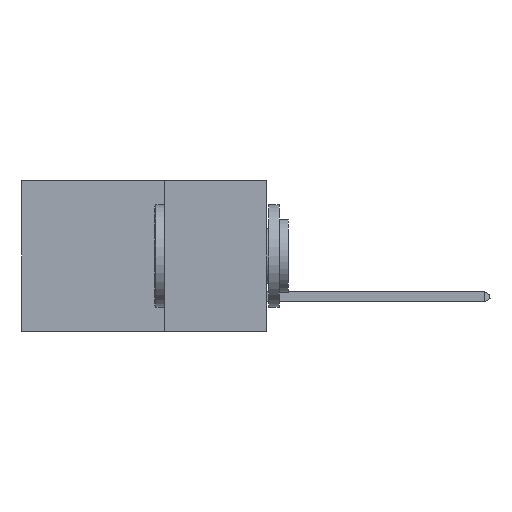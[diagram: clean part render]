
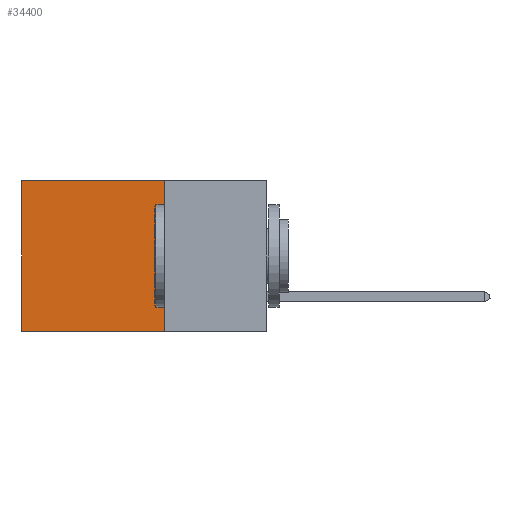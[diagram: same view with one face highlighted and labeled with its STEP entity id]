
A CAD part, left-side view. The second image highlights one B-rep face of the part: STEP entity #34400.
In plain terms, the highlighted planar face has unit normal (-1, 0, 0).
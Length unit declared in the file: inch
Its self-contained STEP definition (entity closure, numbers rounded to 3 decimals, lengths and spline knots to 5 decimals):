
#1143 = EDGE_CURVE ( 'NONE', #27181, #7165, #26883, .T. ) ;
#1268 = DIRECTION ( 'NONE',  ( 0., 0., -1. ) ) ;
#1356 = CARTESIAN_POINT ( 'NONE',  ( 0.2875, 0.25, -0.37 ) ) ;
#1725 = VECTOR ( 'NONE', #17219, 39.37008 ) ;
#2830 = CARTESIAN_POINT ( 'NONE',  ( 0.2875, 0.6, -0.37 ) ) ;
#2846 = VERTEX_POINT ( 'NONE', #39680 ) ;
#4887 = LINE ( 'NONE', #1356, #22890 ) ;
#7058 = ORIENTED_EDGE ( 'NONE', *, *, #1143, .F. ) ;
#7165 = VERTEX_POINT ( 'NONE', #46730 ) ;
#9585 = VECTOR ( 'NONE', #32399, 39.37008 ) ;
#11156 = ORIENTED_EDGE ( 'NONE', *, *, #33411, .T. ) ;
#11828 = DIRECTION ( 'NONE',  ( 1., 0., 0. ) ) ;
#12754 = DIRECTION ( 'NONE',  ( 0., 1., 0. ) ) ;
#16830 = AXIS2_PLACEMENT_3D ( 'NONE', #26780, #11828, #31140 ) ;
#17219 = DIRECTION ( 'NONE',  ( 0., 0., -1. ) ) ;
#19229 = PLANE ( 'NONE',  #16830 ) ;
#20159 = VERTEX_POINT ( 'NONE', #2830 ) ;
#20921 = CARTESIAN_POINT ( 'NONE',  ( 0.2875, 0.25, 0. ) ) ;
#21867 = ORIENTED_EDGE ( 'NONE', *, *, #27522, .T. ) ;
#22801 = LINE ( 'NONE', #47159, #40792 ) ;
#22890 = VECTOR ( 'NONE', #12754, 39.37008 ) ;
#24728 = EDGE_LOOP ( 'NONE', ( #21867, #26186, #7058, #11156 ) ) ;
#25188 = LINE ( 'NONE', #39923, #9585 ) ;
#26186 = ORIENTED_EDGE ( 'NONE', *, *, #45308, .F. ) ;
#26780 = CARTESIAN_POINT ( 'NONE',  ( 0.2875, 0.25, 0. ) ) ;
#26883 = LINE ( 'NONE', #20921, #1725 ) ;
#27181 = VERTEX_POINT ( 'NONE', #37365 ) ;
#27522 = EDGE_CURVE ( 'NONE', #2846, #20159, #22801, .T. ) ;
#31140 = DIRECTION ( 'NONE',  ( 0., 0., -1. ) ) ;
#32399 = DIRECTION ( 'NONE',  ( 0., 1., 0. ) ) ;
#33411 = EDGE_CURVE ( 'NONE', #27181, #2846, #25188, .T. ) ;
#34400 = ADVANCED_FACE ( 'NONE', ( #39526 ), #19229, .F. ) ;
#37365 = CARTESIAN_POINT ( 'NONE',  ( 0.2875, 0.25, 0. ) ) ;
#39526 = FACE_OUTER_BOUND ( 'NONE', #24728, .T. ) ;
#39680 = CARTESIAN_POINT ( 'NONE',  ( 0.2875, 0.6, 0. ) ) ;
#39923 = CARTESIAN_POINT ( 'NONE',  ( 0.2875, 0.25, 0. ) ) ;
#40792 = VECTOR ( 'NONE', #1268, 39.37008 ) ;
#45308 = EDGE_CURVE ( 'NONE', #7165, #20159, #4887, .T. ) ;
#46730 = CARTESIAN_POINT ( 'NONE',  ( 0.2875, 0.25, -0.37 ) ) ;
#47159 = CARTESIAN_POINT ( 'NONE',  ( 0.2875, 0.6, 0. ) ) ;
